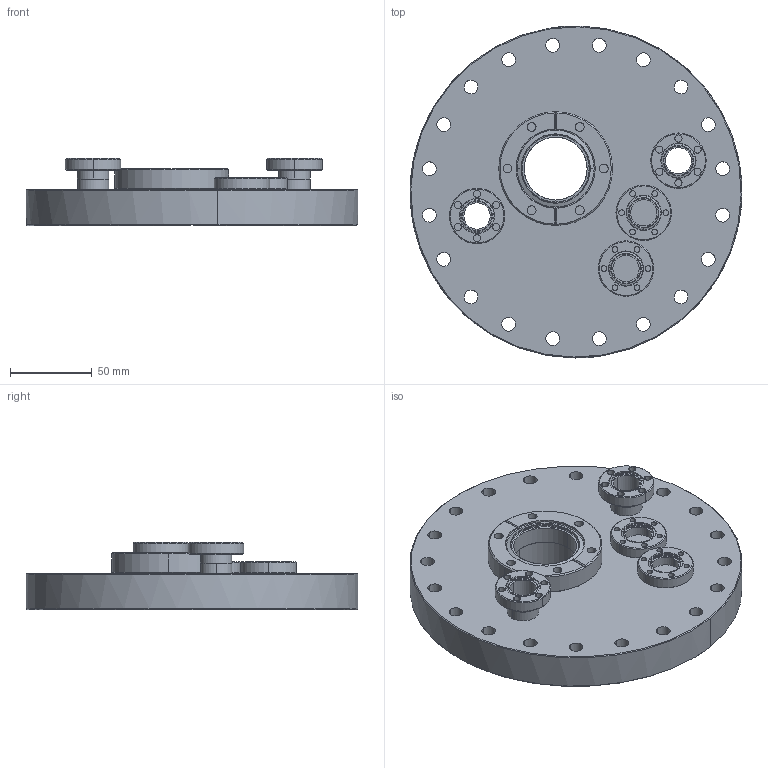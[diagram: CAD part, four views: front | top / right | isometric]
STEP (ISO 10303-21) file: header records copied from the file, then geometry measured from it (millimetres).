
FILE_DESCRIPTION (( 'STEP AP214' ), '1' );
FILE_NAME ('FM8.STEP', '2020-07-01T07:14:58', ( 'admin' ), ( 'Microsoft' ), 'SwSTEP 2.0', 'SolidWorks 2016', '' );
FILE_SCHEMA (( 'AUTOMOTIVE_DESIGN' ));
Length unit declared in the file: inch
Products named in the file (1): FM8
Bounding box: 202.41 x 202.44 x 41.15 mm (x, y, z)
Volume: 674419 mm3; surface area: 119901.1 mm2
Topology: 8 solids, 8 shells, 273 faces, 666 edges, 417 vertices
Faces by surface type: cylinder 172, cone 37, torus 36, plane 28
Entity records: 12165 total; most frequent: DIRECTION 1637, CARTESIAN_POINT 1477, ORIENTED_EDGE 1332, AXIS2_PLACEMENT_3D 713, EDGE_CURVE 666, CIRCLE 439, VERTEX_POINT 417, EDGE_LOOP 401
